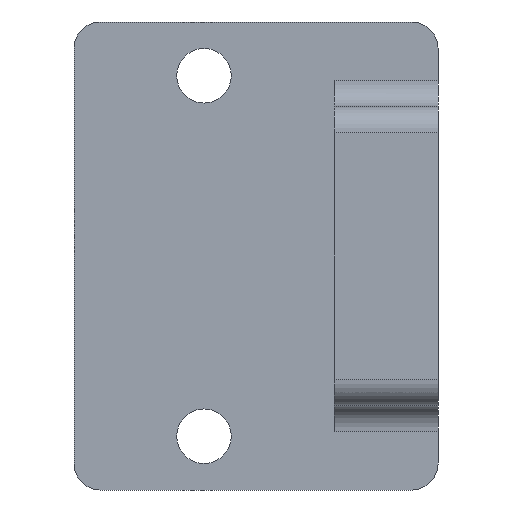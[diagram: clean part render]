
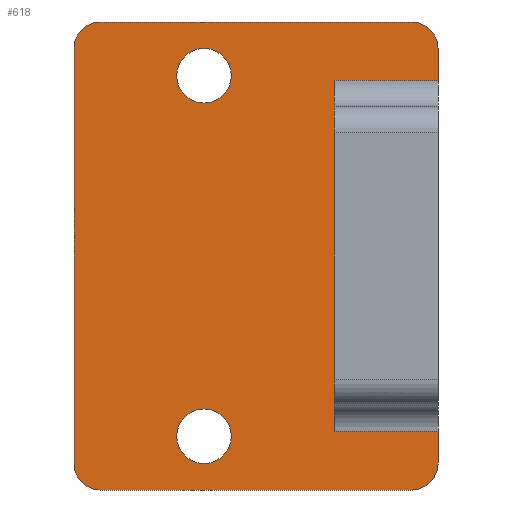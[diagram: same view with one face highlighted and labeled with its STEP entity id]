
A CAD part, front view. The second image highlights one B-rep face of the part: STEP entity #618.
In plain terms, the highlighted planar face has unit normal (0, -1, 0).
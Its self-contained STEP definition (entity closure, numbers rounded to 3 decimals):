
#18=FACE_BOUND('',#108,.T.);
#19=FACE_BOUND('',#109,.T.);
#29=PLANE('',#695);
#70=FACE_OUTER_BOUND('',#107,.T.);
#107=EDGE_LOOP('',(#483,#484,#485,#486,#487,#488,#489,#490,#491,#492,#493,
#494));
#108=EDGE_LOOP('',(#495));
#109=EDGE_LOOP('',(#496));
#149=LINE('',#978,#202);
#156=LINE('',#998,#209);
#163=LINE('',#1023,#216);
#166=LINE('',#1029,#219);
#167=LINE('',#1032,#220);
#168=LINE('',#1034,#221);
#169=LINE('',#1035,#222);
#170=LINE('',#1039,#223);
#202=VECTOR('',#781,10.);
#209=VECTOR('',#794,10.);
#216=VECTOR('',#819,10.);
#219=VECTOR('',#824,10.);
#220=VECTOR('',#827,10.);
#221=VECTOR('',#828,10.);
#222=VECTOR('',#829,10.);
#223=VECTOR('',#832,10.);
#249=CIRCLE('',#671,2.1);
#252=CIRCLE('',#676,2.1);
#263=CIRCLE('',#692,2.);
#265=CIRCLE('',#696,2.);
#266=CIRCLE('',#697,2.);
#267=CIRCLE('',#698,2.);
#283=VERTEX_POINT('',#946);
#286=VERTEX_POINT('',#956);
#294=VERTEX_POINT('',#975);
#295=VERTEX_POINT('',#977);
#304=VERTEX_POINT('',#995);
#305=VERTEX_POINT('',#997);
#310=VERTEX_POINT('',#1013);
#311=VERTEX_POINT('',#1014);
#314=VERTEX_POINT('',#1022);
#316=VERTEX_POINT('',#1028);
#317=VERTEX_POINT('',#1031);
#318=VERTEX_POINT('',#1033);
#319=VERTEX_POINT('',#1036);
#320=VERTEX_POINT('',#1038);
#343=EDGE_CURVE('',#283,#283,#249,.T.);
#348=EDGE_CURVE('',#286,#286,#252,.T.);
#357=EDGE_CURVE('',#294,#295,#149,.T.);
#367=EDGE_CURVE('',#304,#305,#156,.T.);
#375=EDGE_CURVE('',#310,#311,#263,.T.);
#379=EDGE_CURVE('',#311,#314,#163,.T.);
#382=EDGE_CURVE('',#316,#310,#166,.T.);
#383=EDGE_CURVE('',#295,#316,#265,.T.);
#384=EDGE_CURVE('',#317,#294,#167,.T.);
#385=EDGE_CURVE('',#318,#317,#168,.T.);
#386=EDGE_CURVE('',#305,#318,#169,.T.);
#387=EDGE_CURVE('',#319,#304,#266,.T.);
#388=EDGE_CURVE('',#319,#320,#170,.T.);
#389=EDGE_CURVE('',#314,#320,#267,.T.);
#483=ORIENTED_EDGE('',*,*,#375,.F.);
#484=ORIENTED_EDGE('',*,*,#382,.F.);
#485=ORIENTED_EDGE('',*,*,#383,.F.);
#486=ORIENTED_EDGE('',*,*,#357,.F.);
#487=ORIENTED_EDGE('',*,*,#384,.F.);
#488=ORIENTED_EDGE('',*,*,#385,.F.);
#489=ORIENTED_EDGE('',*,*,#386,.F.);
#490=ORIENTED_EDGE('',*,*,#367,.F.);
#491=ORIENTED_EDGE('',*,*,#387,.F.);
#492=ORIENTED_EDGE('',*,*,#388,.T.);
#493=ORIENTED_EDGE('',*,*,#389,.F.);
#494=ORIENTED_EDGE('',*,*,#379,.F.);
#495=ORIENTED_EDGE('',*,*,#343,.T.);
#496=ORIENTED_EDGE('',*,*,#348,.T.);
#618=ADVANCED_FACE('',(#70,#18,#19),#29,.T.);
#671=AXIS2_PLACEMENT_3D('',#948,#751,#752);
#676=AXIS2_PLACEMENT_3D('',#958,#763,#764);
#692=AXIS2_PLACEMENT_3D('',#1015,#811,#812);
#695=AXIS2_PLACEMENT_3D('',#1027,#822,#823);
#696=AXIS2_PLACEMENT_3D('',#1030,#825,#826);
#697=AXIS2_PLACEMENT_3D('',#1037,#830,#831);
#698=AXIS2_PLACEMENT_3D('',#1040,#833,#834);
#751=DIRECTION('center_axis',(0.,1.,0.));
#752=DIRECTION('ref_axis',(1.,0.,0.));
#763=DIRECTION('center_axis',(0.,1.,0.));
#764=DIRECTION('ref_axis',(1.,0.,0.));
#781=DIRECTION('',(0.,0.,-1.));
#794=DIRECTION('',(0.,0.,-1.));
#811=DIRECTION('center_axis',(0.,1.,0.));
#812=DIRECTION('ref_axis',(-0.707,0.,-0.707));
#819=DIRECTION('',(0.,0.,1.));
#822=DIRECTION('center_axis',(0.,-1.,0.));
#823=DIRECTION('ref_axis',(0.,0.,1.));
#824=DIRECTION('',(-1.,0.,0.));
#825=DIRECTION('center_axis',(0.,1.,0.));
#826=DIRECTION('ref_axis',(0.707,0.,-0.707));
#827=DIRECTION('',(1.,0.,0.));
#828=DIRECTION('',(0.,0.,-1.));
#829=DIRECTION('',(-1.,0.,0.));
#830=DIRECTION('center_axis',(0.,1.,0.));
#831=DIRECTION('ref_axis',(0.707,0.,0.707));
#832=DIRECTION('',(-1.,0.,0.));
#833=DIRECTION('center_axis',(0.,1.,0.));
#834=DIRECTION('ref_axis',(-0.707,0.,0.707));
#946=CARTESIAN_POINT('',(-12.1,-3.,13.863));
#948=CARTESIAN_POINT('Origin',(-10.,-3.,13.863));
#956=CARTESIAN_POINT('',(-12.1,-3.,-13.863));
#958=CARTESIAN_POINT('Origin',(-10.,-3.,-13.863));
#975=CARTESIAN_POINT('',(8.,-3.,-13.5));
#977=CARTESIAN_POINT('',(8.,-3.,-16.));
#978=CARTESIAN_POINT('',(8.,-3.,18.));
#995=CARTESIAN_POINT('',(8.,-3.,16.));
#997=CARTESIAN_POINT('',(8.,-3.,13.5));
#998=CARTESIAN_POINT('',(8.,-3.,18.));
#1013=CARTESIAN_POINT('',(-18.,-3.,-18.));
#1014=CARTESIAN_POINT('',(-20.,-3.,-16.));
#1015=CARTESIAN_POINT('Origin',(-18.,-3.,-16.));
#1022=CARTESIAN_POINT('',(-20.,-3.,16.));
#1023=CARTESIAN_POINT('',(-20.,-3.,18.));
#1027=CARTESIAN_POINT('Origin',(0.,-3.,-11.5));
#1028=CARTESIAN_POINT('',(6.,-3.,-18.));
#1029=CARTESIAN_POINT('',(8.,-3.,-18.));
#1030=CARTESIAN_POINT('Origin',(6.,-3.,-16.));
#1031=CARTESIAN_POINT('',(0.,-3.,-13.5));
#1032=CARTESIAN_POINT('',(0.,-3.,-13.5));
#1033=CARTESIAN_POINT('',(0.,-3.,13.5));
#1034=CARTESIAN_POINT('',(0.,-3.,-5.75));
#1035=CARTESIAN_POINT('',(0.,-3.,13.5));
#1036=CARTESIAN_POINT('',(6.,-3.,18.));
#1037=CARTESIAN_POINT('Origin',(6.,-3.,16.));
#1038=CARTESIAN_POINT('',(-18.,-3.,18.));
#1039=CARTESIAN_POINT('',(8.,-3.,18.));
#1040=CARTESIAN_POINT('Origin',(-18.,-3.,16.));
